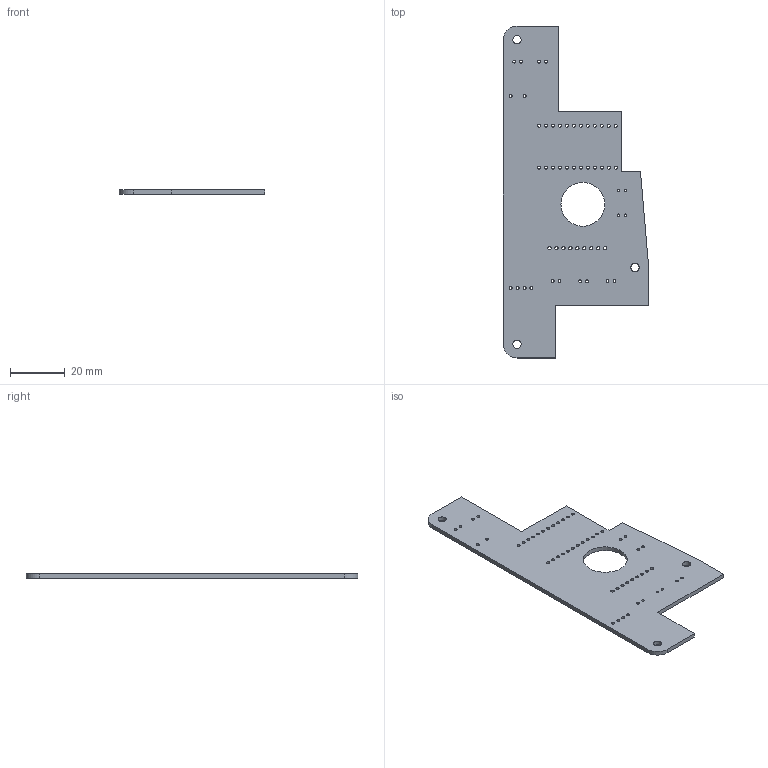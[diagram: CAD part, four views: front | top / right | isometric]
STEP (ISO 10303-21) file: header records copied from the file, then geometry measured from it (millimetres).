
FILE_DESCRIPTION(('KiCad electronic assembly'),'2;1');
FILE_NAME('SC_Mining_Controller_MkI.step','2023-01-16T20:38:27',( 'Pcbnew'),('Kicad'),'Open CASCADE STEP processor 7.6', 'KiCad to STEP converter','Unknown');
FILE_SCHEMA(('AUTOMOTIVE_DESIGN { 1 0 10303 214 1 1 1 1 }'));
Length unit declared in the file: millimetre
Products named in the file (2): SC_Mining_Controller_MkI 1; SC_Mining_Controller_MkI PCB
Assembly tree (1 placements, depth 2):
  SC_Mining_Controller_MkI 1
    SC_Mining_Controller_MkI PCB
Bounding box: 53 x 121 x 1.6 mm (x, y, z)
Volume: 6702.4 mm3; surface area: 9339.1 mm2
Topology: 1 solids, 1 shells, 72 faces, 210 edges, 140 vertices
Faces by surface type: cylinder 59, plane 13
Full cylindrical faces by diameter (mm): 1 x14, 1.1 x30, 1.19 x9, 3 x3, 16 x1
Entity records: 5811 total; most frequent: CARTESIAN_POINT 1552, DIRECTION 778, ORIENTED_EDGE 420, PCURVE 420, DEFINITIONAL_REPRESENTATION 420, LINE 394, VECTOR 394, EDGE_CURVE 210
